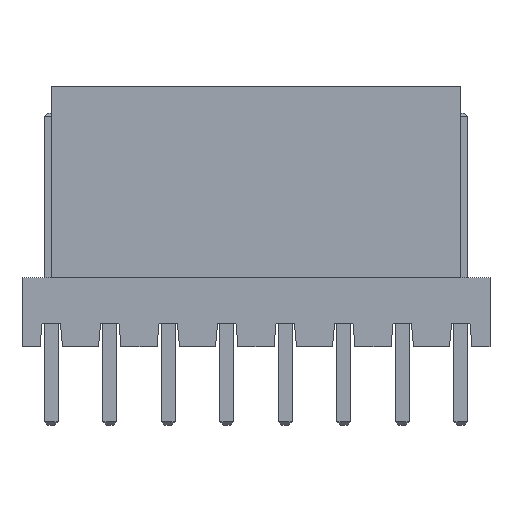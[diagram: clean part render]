
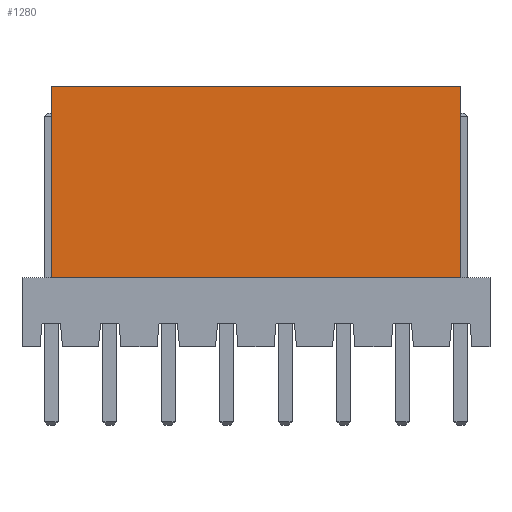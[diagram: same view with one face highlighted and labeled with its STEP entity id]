
A CAD part, front view. The second image highlights one B-rep face of the part: STEP entity #1280.
In plain terms, the highlighted planar face has unit normal (0, -1, 0).
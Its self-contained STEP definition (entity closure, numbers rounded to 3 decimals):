
#1241=CARTESIAN_POINT('',(-8.89,-2.4,3.));
#1242=DIRECTION('',(0.,1.,0.));
#1243=DIRECTION('',(0.,-0.,1.));
#1244=AXIS2_PLACEMENT_3D('',#1241,#1242,#1243);
#1245=PLANE('',#1244);
#1246=CARTESIAN_POINT('',(8.89,-2.4,3.));
#1247=VERTEX_POINT('',#1246);
#1248=CARTESIAN_POINT('',(8.89,-2.4,11.3));
#1249=VERTEX_POINT('',#1248);
#1250=CARTESIAN_POINT('',(8.89,-2.4,3.));
#1251=DIRECTION('',(0.,-0.,1.));
#1252=VECTOR('',#1251,8.3);
#1253=LINE('',#1250,#1252);
#1254=EDGE_CURVE('',#1247,#1249,#1253,.T.);
#1255=ORIENTED_EDGE('',*,*,#1254,.T.);
#1256=CARTESIAN_POINT('',(-8.89,-2.4,11.3));
#1257=VERTEX_POINT('',#1256);
#1258=CARTESIAN_POINT('',(-8.89,-2.4,11.3));
#1259=DIRECTION('',(1.,0.,-0.));
#1260=VECTOR('',#1259,17.78);
#1261=LINE('',#1258,#1260);
#1262=EDGE_CURVE('',#1257,#1249,#1261,.T.);
#1263=ORIENTED_EDGE('',*,*,#1262,.F.);
#1264=CARTESIAN_POINT('',(-8.89,-2.4,3.));
#1265=VERTEX_POINT('',#1264);
#1266=CARTESIAN_POINT('',(-8.89,-2.4,3.));
#1267=DIRECTION('',(0.,-0.,1.));
#1268=VECTOR('',#1267,8.3);
#1269=LINE('',#1266,#1268);
#1270=EDGE_CURVE('',#1265,#1257,#1269,.T.);
#1271=ORIENTED_EDGE('',*,*,#1270,.F.);
#1272=CARTESIAN_POINT('',(-8.89,-2.4,3.));
#1273=DIRECTION('',(1.,0.,-0.));
#1274=VECTOR('',#1273,17.78);
#1275=LINE('',#1272,#1274);
#1276=EDGE_CURVE('',#1265,#1247,#1275,.T.);
#1277=ORIENTED_EDGE('',*,*,#1276,.T.);
#1278=EDGE_LOOP('',(#1255,#1263,#1271,#1277));
#1279=FACE_BOUND('',#1278,.T.);
#1280=ADVANCED_FACE('',(#1279),#1245,.F.);
